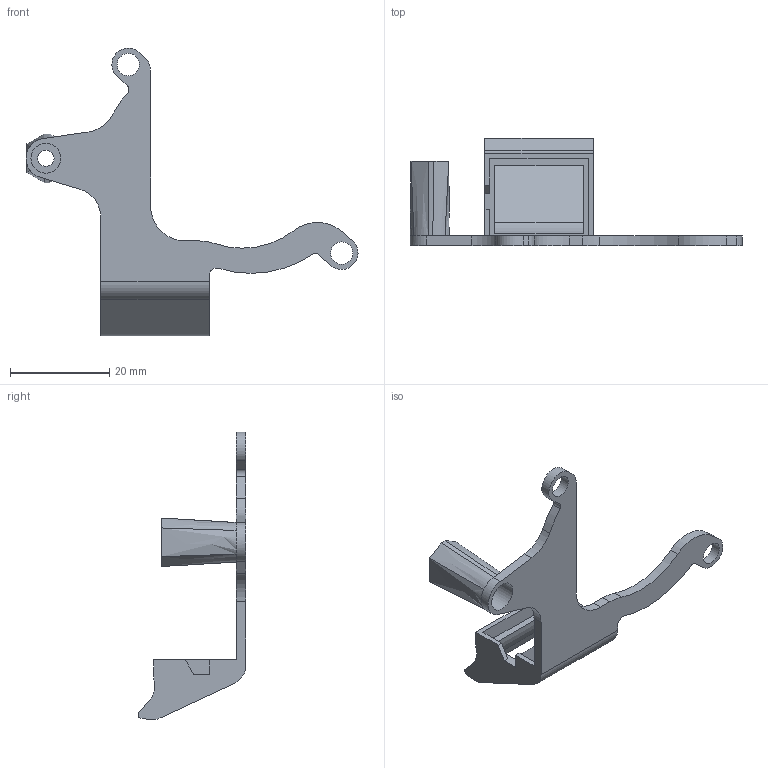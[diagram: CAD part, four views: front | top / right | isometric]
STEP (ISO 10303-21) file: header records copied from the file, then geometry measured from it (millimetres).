
FILE_DESCRIPTION(/* description */ (''),/* implementation_level */ '2;1');
FILE_NAME(/* name */ 'fan_shroud.stp',/* time_stamp */ '2021-07-28T20:27:34+08:00',/* author */ ('BWChen'),/* organization */ (''),/* preprocessor_version */ 'ST-DEVELOPER v16.5',/* originating_system */ 'Autodesk Inventor 2017',/* authorisation */ '');
FILE_SCHEMA (('AUTOMOTIVE_DESIGN { 1 0 10303 214 3 1 1 }'));
Length unit declared in the file: millimetre
Products named in the file (1): fan_shroud
Bounding box: 66.9 x 21.74 x 57.96 mm (x, y, z)
Volume: 3565.6 mm3; surface area: 4728.4 mm2
Topology: 1 solids, 1 shells, 65 faces, 188 edges, 125 vertices
Faces by surface type: plane 31, cylinder 26, bspline 8
Full cylindrical faces by diameter (mm): 3.3 x1, 4.5 x2, 6 x1
Entity records: 2289 total; most frequent: CARTESIAN_POINT 503, ORIENTED_EDGE 368, DIRECTION 365, EDGE_CURVE 184, VERTEX_POINT 125, AXIS2_PLACEMENT_3D 123, LINE 119, VECTOR 119
